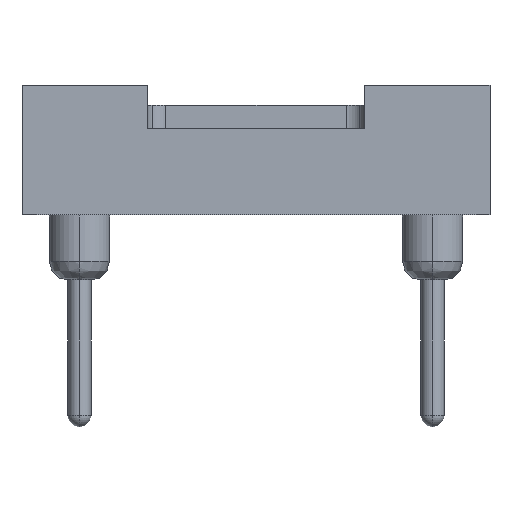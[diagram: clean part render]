
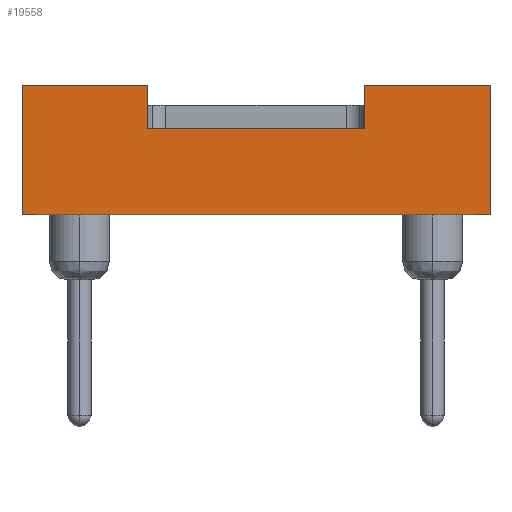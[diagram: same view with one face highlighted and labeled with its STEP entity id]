
A CAD part, front view. The second image highlights one B-rep face of the part: STEP entity #19558.
In plain terms, the highlighted planar face has unit normal (0, -1, 0).
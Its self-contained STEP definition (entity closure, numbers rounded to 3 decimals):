
#19064=CARTESIAN_POINT('',(2.35,-17.78,3.27));
#19065=VERTEX_POINT('',#19064);
#19096=CARTESIAN_POINT('',(-2.35,-17.78,3.27));
#19097=VERTEX_POINT('',#19096);
#19104=CARTESIAN_POINT('',(-2.35,-17.78,3.27));
#19105=DIRECTION('',(1.0,0.0,0.0));
#19106=VECTOR('',#19105,4.7);
#19107=LINE('',#19104,#19106);
#19108=EDGE_CURVE('',#19097,#19065,#19107,.T.);
#19136=CARTESIAN_POINT('',(5.05,-17.78,1.4));
#19137=VERTEX_POINT('',#19136);
#19144=CARTESIAN_POINT('',(-5.05,-17.78,1.4));
#19145=VERTEX_POINT('',#19144);
#19146=CARTESIAN_POINT('',(5.05,-17.78,1.4));
#19147=DIRECTION('',(-1.0,0.0,0.0));
#19148=VECTOR('',#19147,10.1);
#19149=LINE('',#19146,#19148);
#19150=EDGE_CURVE('',#19137,#19145,#19149,.T.);
#19280=CARTESIAN_POINT('',(5.05,-17.78,4.2));
#19281=VERTEX_POINT('',#19280);
#19288=CARTESIAN_POINT('',(5.05,-17.78,1.4));
#19289=DIRECTION('',(0.0,0.0,1.0));
#19290=VECTOR('',#19289,2.8);
#19291=LINE('',#19288,#19290);
#19292=EDGE_CURVE('',#19137,#19281,#19291,.T.);
#19312=CARTESIAN_POINT('',(-5.05,-17.78,4.2));
#19313=VERTEX_POINT('',#19312);
#19314=CARTESIAN_POINT('',(-5.05,-17.78,1.4));
#19315=DIRECTION('',(0.0,0.0,1.0));
#19316=VECTOR('',#19315,2.8);
#19317=LINE('',#19314,#19316);
#19318=EDGE_CURVE('',#19145,#19313,#19317,.T.);
#19343=CARTESIAN_POINT('',(-2.35,-17.78,4.2));
#19344=VERTEX_POINT('',#19343);
#19345=CARTESIAN_POINT('',(-2.35,-17.78,4.2));
#19346=DIRECTION('',(-1.0,0.0,0.0));
#19347=VECTOR('',#19346,2.7);
#19348=LINE('',#19345,#19347);
#19349=EDGE_CURVE('',#19344,#19313,#19348,.T.);
#19382=CARTESIAN_POINT('',(-2.35,-17.78,3.27));
#19383=DIRECTION('',(0.0,0.0,1.0));
#19384=VECTOR('',#19383,0.93);
#19385=LINE('',#19382,#19384);
#19386=EDGE_CURVE('',#19097,#19344,#19385,.T.);
#19410=CARTESIAN_POINT('',(2.35,-17.78,4.2));
#19411=VERTEX_POINT('',#19410);
#19412=CARTESIAN_POINT('',(2.35,-17.78,3.27));
#19413=DIRECTION('',(0.0,0.0,1.0));
#19414=VECTOR('',#19413,0.93);
#19415=LINE('',#19412,#19414);
#19416=EDGE_CURVE('',#19065,#19411,#19415,.T.);
#19439=CARTESIAN_POINT('',(5.05,-17.78,4.2));
#19440=DIRECTION('',(-1.0,0.0,0.0));
#19441=VECTOR('',#19440,2.7);
#19442=LINE('',#19439,#19441);
#19443=EDGE_CURVE('',#19281,#19411,#19442,.T.);
#19543=CARTESIAN_POINT('',(5.05,-17.78,1.4));
#19544=DIRECTION('',(0.0,-1.0,0.0));
#19545=DIRECTION('',(0.0,0.0,-1.0));
#19546=AXIS2_PLACEMENT_3D('',#19543,#19544,#19545);
#19547=PLANE('',#19546);
#19548=ORIENTED_EDGE('',*,*,#19443,.T.);
#19549=ORIENTED_EDGE('',*,*,#19416,.F.);
#19550=ORIENTED_EDGE('',*,*,#19108,.F.);
#19551=ORIENTED_EDGE('',*,*,#19386,.T.);
#19552=ORIENTED_EDGE('',*,*,#19349,.T.);
#19553=ORIENTED_EDGE('',*,*,#19318,.F.);
#19554=ORIENTED_EDGE('',*,*,#19150,.F.);
#19555=ORIENTED_EDGE('',*,*,#19292,.T.);
#19556=EDGE_LOOP('',(#19548,#19549,#19550,#19551,#19552,#19553,#19554,#19555));
#19557=FACE_OUTER_BOUND('',#19556,.T.);
#19558=ADVANCED_FACE('',(#19557),#19547,.T.);
